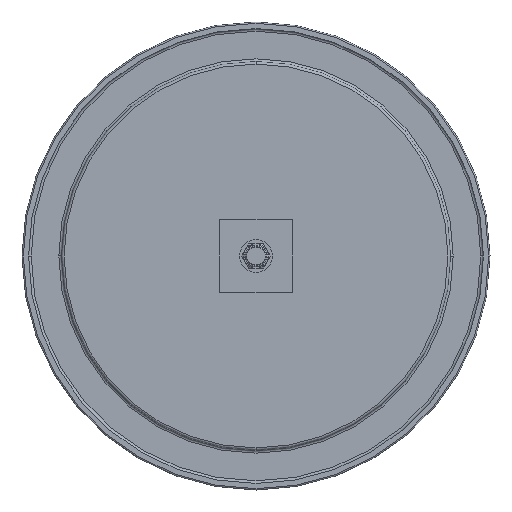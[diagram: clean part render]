
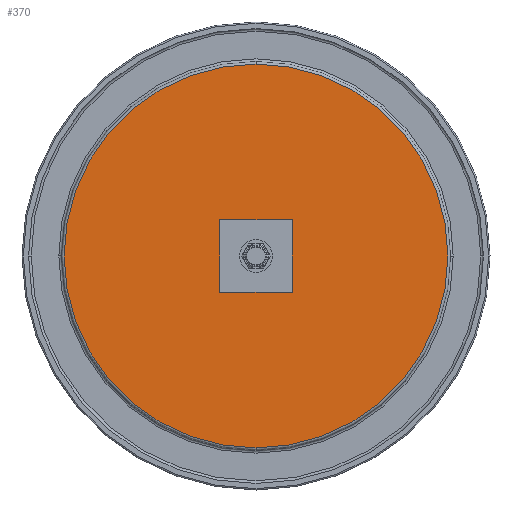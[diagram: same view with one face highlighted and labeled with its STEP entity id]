
A CAD part, front view. The second image highlights one B-rep face of the part: STEP entity #370.
In plain terms, the highlighted planar face has unit normal (0, -1, 0).
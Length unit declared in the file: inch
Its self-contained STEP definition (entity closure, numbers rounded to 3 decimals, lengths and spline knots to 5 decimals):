
#118 = DIRECTION ( 'NONE',  ( 0., 0., -1. ) ) ;
#370 = ADVANCED_FACE ( 'NONE', ( #2996, #1440 ), #2075, .T. ) ;
#423 = CIRCLE ( 'NONE', #2652, 1.15029 ) ;
#509 = DIRECTION ( 'NONE',  ( 0., 1., 0. ) ) ;
#609 = CARTESIAN_POINT ( 'NONE',  ( 1.15029, 3.03, 0. ) ) ;
#717 = CIRCLE ( 'NONE', #4177, 7.29 ) ;
#724 = DIRECTION ( 'NONE',  ( 0., 0., -1. ) ) ;
#785 = DIRECTION ( 'NONE',  ( 0., -1., 0. ) ) ;
#1076 = DIRECTION ( 'NONE',  ( 0., -1., 0. ) ) ;
#1206 = EDGE_CURVE ( 'NONE', #3457, #1573, #717, .T. ) ;
#1242 = DIRECTION ( 'NONE',  ( 0., 0., -1. ) ) ;
#1280 = CIRCLE ( 'NONE', #2704, 1.15029 ) ;
#1338 = DIRECTION ( 'NONE',  ( 0., -1., 0. ) ) ;
#1387 = ORIENTED_EDGE ( 'NONE', *, *, #2303, .T. ) ;
#1440 = FACE_BOUND ( 'NONE', #3634, .T. ) ;
#1558 = DIRECTION ( 'NONE',  ( 0., 1., 0. ) ) ;
#1573 = VERTEX_POINT ( 'NONE', #3735 ) ;
#1640 = CARTESIAN_POINT ( 'NONE',  ( 0., 3.03, 7.29 ) ) ;
#1664 = VERTEX_POINT ( 'NONE', #3466 ) ;
#2072 = EDGE_CURVE ( 'NONE', #1573, #3457, #2289, .T. ) ;
#2075 = PLANE ( 'NONE',  #2541 ) ;
#2289 = CIRCLE ( 'NONE', #3996, 7.29 ) ;
#2303 = EDGE_CURVE ( 'NONE', #1664, #3384, #1280, .T. ) ;
#2372 = CARTESIAN_POINT ( 'NONE',  ( -7.39, 3.03, 0. ) ) ;
#2390 = DIRECTION ( 'NONE',  ( 0., 0., -1. ) ) ;
#2392 = CARTESIAN_POINT ( 'NONE',  ( 0., 3.03, 0. ) ) ;
#2483 = CARTESIAN_POINT ( 'NONE',  ( 0., 3.03, 0. ) ) ;
#2541 = AXIS2_PLACEMENT_3D ( 'NONE', #2372, #1076, #3959 ) ;
#2600 = ORIENTED_EDGE ( 'NONE', *, *, #3272, .T. ) ;
#2652 = AXIS2_PLACEMENT_3D ( 'NONE', #4057, #509, #2390 ) ;
#2704 = AXIS2_PLACEMENT_3D ( 'NONE', #2819, #1558, #1242 ) ;
#2798 = ORIENTED_EDGE ( 'NONE', *, *, #2072, .T. ) ;
#2819 = CARTESIAN_POINT ( 'NONE',  ( 0., 3.03, 0. ) ) ;
#2996 = FACE_OUTER_BOUND ( 'NONE', #3249, .T. ) ;
#3249 = EDGE_LOOP ( 'NONE', ( #2798, #3825 ) ) ;
#3272 = EDGE_CURVE ( 'NONE', #3384, #1664, #423, .T. ) ;
#3384 = VERTEX_POINT ( 'NONE', #609 ) ;
#3457 = VERTEX_POINT ( 'NONE', #1640 ) ;
#3466 = CARTESIAN_POINT ( 'NONE',  ( -1.15029, 3.03, 0. ) ) ;
#3634 = EDGE_LOOP ( 'NONE', ( #1387, #2600 ) ) ;
#3735 = CARTESIAN_POINT ( 'NONE',  ( 0., 3.03, -7.29 ) ) ;
#3825 = ORIENTED_EDGE ( 'NONE', *, *, #1206, .T. ) ;
#3959 = DIRECTION ( 'NONE',  ( 0., 0., -1. ) ) ;
#3996 = AXIS2_PLACEMENT_3D ( 'NONE', #2483, #1338, #724 ) ;
#4057 = CARTESIAN_POINT ( 'NONE',  ( 0., 3.03, 0. ) ) ;
#4177 = AXIS2_PLACEMENT_3D ( 'NONE', #2392, #785, #118 ) ;
